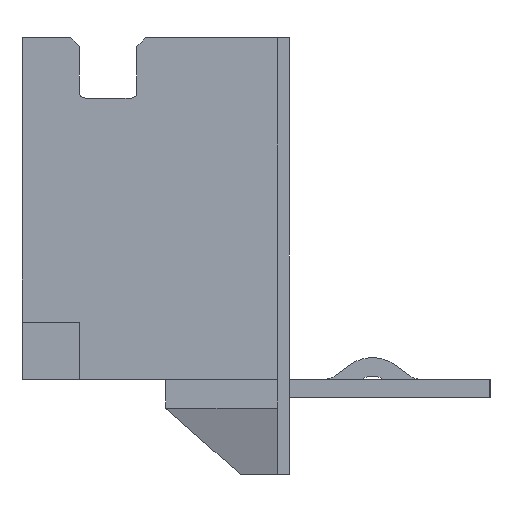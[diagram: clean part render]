
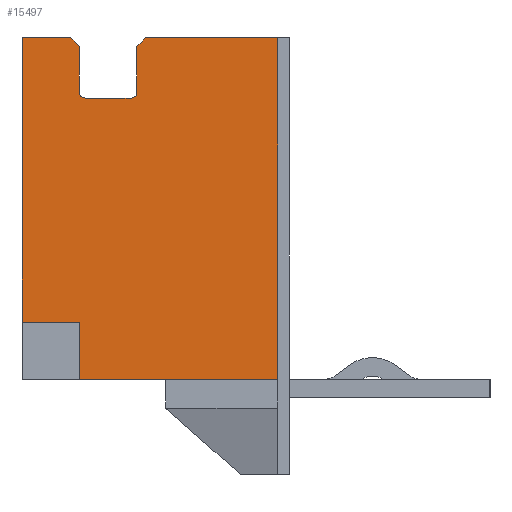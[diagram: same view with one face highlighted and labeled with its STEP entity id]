
A CAD part, left-side view. The second image highlights one B-rep face of the part: STEP entity #15497.
In plain terms, the highlighted planar face has unit normal (-1, 0, 0).
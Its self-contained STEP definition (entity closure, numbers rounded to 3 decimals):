
#575=DIRECTION('',(0.,0.707,-0.707));
#576=VECTOR('',#575,0.212);
#577=CARTESIAN_POINT('',(-15.,0.175,3.8));
#578=LINE('',#577,#576);
#583=DIRECTION('',(0.,-1.,0.));
#584=VECTOR('',#583,0.85);
#585=CARTESIAN_POINT('',(-15.,2.325,3.8));
#586=LINE('',#585,#584);
#603=DIRECTION('',(0.,-1.,0.));
#604=VECTOR('',#603,2.3);
#605=CARTESIAN_POINT('',(-15.,0.175,3.8));
#606=LINE('',#605,#604);
#851=DIRECTION('',(0.,-0.707,-0.707));
#852=VECTOR('',#851,0.212);
#853=CARTESIAN_POINT('',(-15.,1.475,3.8));
#854=LINE('',#853,#852);
#4141=DIRECTION('',(0.,0.,1.));
#4142=VECTOR('',#4141,1.);
#4143=CARTESIAN_POINT('',(-15.,1.325,-2.15));
#4144=LINE('',#4143,#4142);
#4145=DIRECTION('',(0.,-1.,0.));
#4146=VECTOR('',#4145,1.);
#4147=CARTESIAN_POINT('',(-15.,2.325,-1.15));
#4148=LINE('',#4147,#4146);
#4149=DIRECTION('',(0.,0.,1.));
#4150=VECTOR('',#4149,4.95);
#4151=CARTESIAN_POINT('',(-15.,2.325,-1.15));
#4152=LINE('',#4151,#4150);
#4153=DIRECTION('',(0.,0.,-1.));
#4154=VECTOR('',#4153,0.8);
#4155=CARTESIAN_POINT('',(-15.,1.325,3.65));
#4156=LINE('',#4155,#4154);
#4157=CARTESIAN_POINT('',(-15.,1.225,2.85));
#4158=DIRECTION('',(1.,0.,0.));
#4159=DIRECTION('',(0.,0.,-1.));
#4160=AXIS2_PLACEMENT_3D('',#4157,#4158,#4159);
#4162=DIRECTION('',(0.,1.,0.));
#4163=VECTOR('',#4162,0.8);
#4164=CARTESIAN_POINT('',(-15.,0.425,2.75));
#4165=LINE('',#4164,#4163);
#4166=CARTESIAN_POINT('',(-15.,0.425,2.85));
#4167=DIRECTION('',(1.,0.,0.));
#4168=DIRECTION('',(0.,-1.,0.));
#4169=AXIS2_PLACEMENT_3D('',#4166,#4167,#4168);
#4171=DIRECTION('',(0.,0.,-1.));
#4172=VECTOR('',#4171,0.8);
#4173=CARTESIAN_POINT('',(-15.,0.325,3.65));
#4174=LINE('',#4173,#4172);
#4175=DIRECTION('',(0.,0.,1.));
#4176=VECTOR('',#4175,5.95);
#4177=CARTESIAN_POINT('',(-15.,-2.125,-2.15));
#4178=LINE('',#4177,#4176);
#4191=DIRECTION('',(0.,-1.,0.));
#4192=VECTOR('',#4191,3.45);
#4193=CARTESIAN_POINT('',(-15.,1.325,-2.15));
#4194=LINE('',#4193,#4192);
#7318=CARTESIAN_POINT('',(-15.,2.325,3.8));
#7320=VERTEX_POINT('',#7318);
#7325=CARTESIAN_POINT('',(-15.,0.325,2.85));
#7326=CARTESIAN_POINT('',(-15.,0.425,2.75));
#7327=VERTEX_POINT('',#7325);
#7328=VERTEX_POINT('',#7326);
#7329=CARTESIAN_POINT('',(-15.,1.225,2.75));
#7330=VERTEX_POINT('',#7329);
#7331=CARTESIAN_POINT('',(-15.,1.325,2.85));
#7332=VERTEX_POINT('',#7331);
#7365=CARTESIAN_POINT('',(-15.,1.475,3.8));
#7366=VERTEX_POINT('',#7365);
#7367=CARTESIAN_POINT('',(-15.,1.325,3.65));
#7368=VERTEX_POINT('',#7367);
#7381=CARTESIAN_POINT('',(-15.,0.175,3.8));
#7383=VERTEX_POINT('',#7381);
#7385=CARTESIAN_POINT('',(-15.,0.325,3.65));
#7387=VERTEX_POINT('',#7385);
#8197=CARTESIAN_POINT('',(-15.,1.325,-2.15));
#8198=CARTESIAN_POINT('',(-15.,1.325,-1.15));
#8199=VERTEX_POINT('',#8197);
#8200=VERTEX_POINT('',#8198);
#8201=CARTESIAN_POINT('',(-15.,2.325,-1.15));
#8202=VERTEX_POINT('',#8201);
#8209=CARTESIAN_POINT('',(-15.,-2.125,-2.15));
#8210=VERTEX_POINT('',#8209);
#9473=CARTESIAN_POINT('',(-15.,-2.125,3.8));
#9474=VERTEX_POINT('',#9473);
#15469=CARTESIAN_POINT('',(-15.,2.325,-3.8));
#15470=DIRECTION('',(-1.,0.,0.));
#15471=DIRECTION('',(0.,-1.,0.));
#15472=AXIS2_PLACEMENT_3D('',#15469,#15470,#15471);
#15473=PLANE('',#15472);
#15475=ORIENTED_EDGE('',*,*,#15474,.T.);
#15477=ORIENTED_EDGE('',*,*,#15476,.F.);
#15479=ORIENTED_EDGE('',*,*,#15478,.T.);
#15480=ORIENTED_EDGE('',*,*,#10161,.T.);
#15481=ORIENTED_EDGE('',*,*,#10337,.T.);
#15482=ORIENTED_EDGE('',*,*,#10435,.T.);
#15483=ORIENTED_EDGE('',*,*,#15447,.F.);
#15485=ORIENTED_EDGE('',*,*,#15484,.F.);
#15487=ORIENTED_EDGE('',*,*,#15486,.F.);
#15488=ORIENTED_EDGE('',*,*,#10115,.F.);
#15489=ORIENTED_EDGE('',*,*,#10146,.F.);
#15490=ORIENTED_EDGE('',*,*,#10190,.T.);
#15492=ORIENTED_EDGE('',*,*,#15491,.F.);
#15494=ORIENTED_EDGE('',*,*,#15493,.F.);
#15495=EDGE_LOOP('',(#15475,#15477,#15479,#15480,#15481,#15482,#15483,#15485,
#15487,#15488,#15489,#15490,#15492,#15494));
#15496=FACE_OUTER_BOUND('',#15495,.F.);
#15497=ADVANCED_FACE('',(#15496),#15473,.T.);
#4161=CIRCLE('',#4160,0.1);
#4170=CIRCLE('',#4169,0.1);
#10115=EDGE_CURVE('',#7387,#7327,#4174,.T.);
#10146=EDGE_CURVE('',#7383,#7387,#578,.T.);
#10161=EDGE_CURVE('',#7320,#7366,#586,.T.);
#10190=EDGE_CURVE('',#7383,#9474,#606,.T.);
#10337=EDGE_CURVE('',#7366,#7368,#854,.T.);
#10435=EDGE_CURVE('',#7368,#7332,#4156,.T.);
#15447=EDGE_CURVE('',#7330,#7332,#4161,.T.);
#15474=EDGE_CURVE('',#8199,#8200,#4144,.T.);
#15476=EDGE_CURVE('',#8202,#8200,#4148,.T.);
#15478=EDGE_CURVE('',#8202,#7320,#4152,.T.);
#15484=EDGE_CURVE('',#7328,#7330,#4165,.T.);
#15486=EDGE_CURVE('',#7327,#7328,#4170,.T.);
#15491=EDGE_CURVE('',#8210,#9474,#4178,.T.);
#15493=EDGE_CURVE('',#8199,#8210,#4194,.T.);
